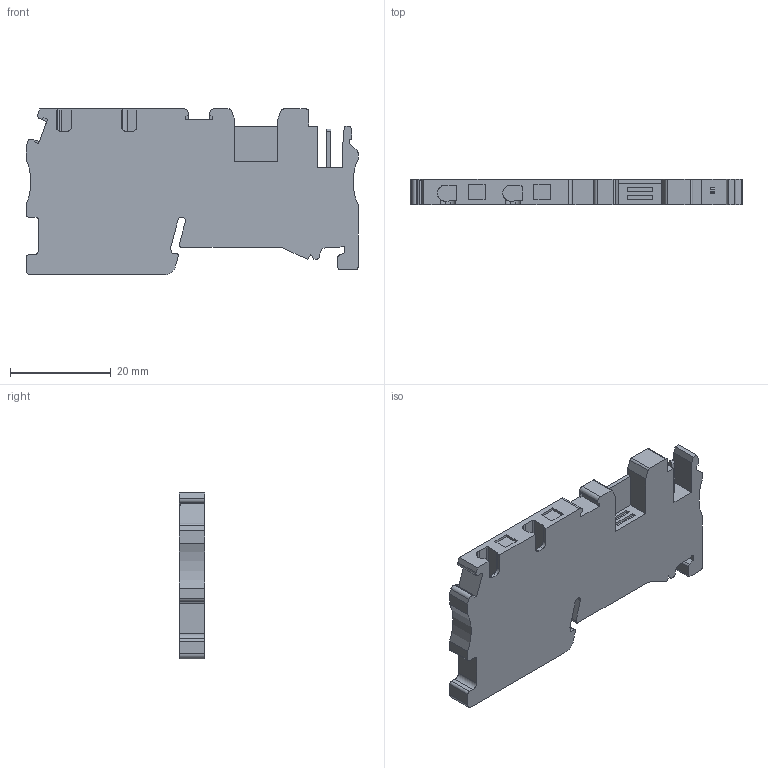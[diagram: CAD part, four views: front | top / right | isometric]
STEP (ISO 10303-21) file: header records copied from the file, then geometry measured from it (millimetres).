
FILE_DESCRIPTION(/* description */ ('Unknown'),/* implementation_level */ '2;1');
FILE_NAME(/* name */ 'DST2_5-2C1P_3D_SOLID',/* time_stamp */ '2024-10-29T10:16:27+06:00',/* author */ ('Unknown'),/* organization */ ('Unknown'),/* preprocessor_version */ 'ST-DEVELOPER v16.7',/* originating_system */ 'Solid Edge',/* authorisation */ 'Unknown');
FILE_SCHEMA (('AUTOMOTIVE_DESIGN {1 0 10303 214 3 1 1}'));
Length unit declared in the file: millimetre
Products named in the file (1): DST2_5-2C1P_GY_3D-227 (1)
Bounding box: 66 x 5.08 x 33 mm (x, y, z)
Volume: 8588.3 mm3; surface area: 5448.6 mm2
Topology: 1 solids, 1 shells, 149 faces, 426 edges, 284 vertices
Faces by surface type: plane 110, cylinder 39
Entity records: 5909 total; most frequent: CARTESIAN_POINT 868, ORIENTED_EDGE 852, DIRECTION 802, EDGE_CURVE 426, LINE 346, VECTOR 346, VERTEX_POINT 284, AXIS2_PLACEMENT_3D 228
